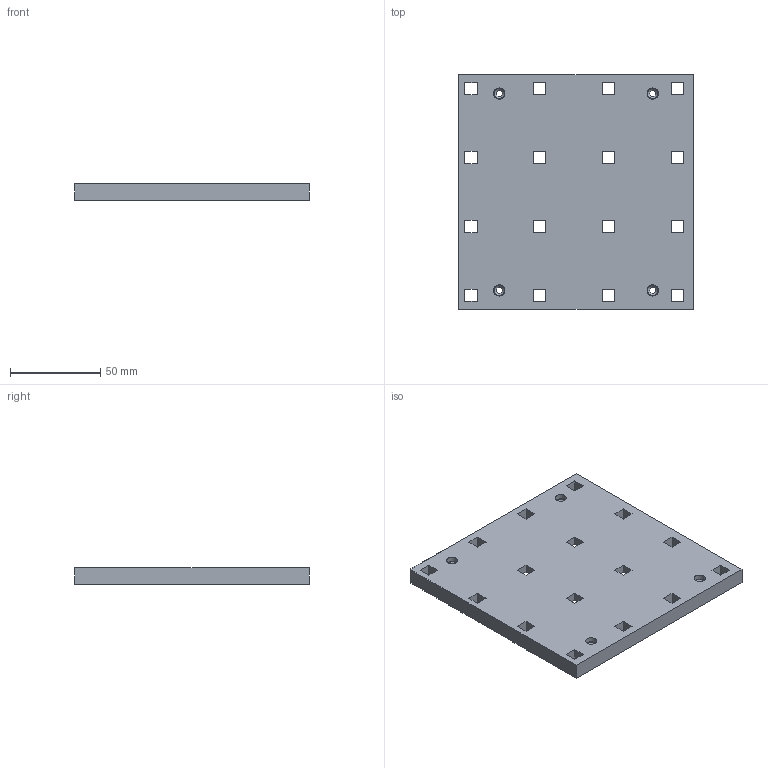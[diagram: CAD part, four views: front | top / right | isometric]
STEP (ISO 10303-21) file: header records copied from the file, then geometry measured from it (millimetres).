
FILE_DESCRIPTION(/* description */ (''),/* implementation_level */ '2;1');
FILE_NAME(/* name */ 'housing-top-v16.step',/* time_stamp */ '2024-08-08T22:31:26+02:00',/* author */ (''),/* organization */ (''),/* preprocessor_version */ 'ST-DEVELOPER v20',/* originating_system */ 'Autodesk Translation Framework v13.14.0.145',/* authorisation */ '');
FILE_SCHEMA (('AUTOMOTIVE_DESIGN { 1 0 10303 214 3 1 1 }'));
Length unit declared in the file: millimetre
Products named in the file (1): housing
Bounding box: 130 x 130 x 8.9 mm (x, y, z)
Volume: 93165.4 mm3; surface area: 41381.9 mm2
Topology: 1 solids, 1 shells, 100 faces, 278 edges, 184 vertices
Faces by surface type: plane 88, cylinder 8, cone 4
Full cylindrical faces by diameter (mm): 3.6 x4, 6.2 x4
Entity records: 3263 total; most frequent: CARTESIAN_POINT 563, ORIENTED_EDGE 556, DIRECTION 500, EDGE_CURVE 278, LINE 258, VECTOR 258, VERTEX_POINT 184, EDGE_LOOP 144
